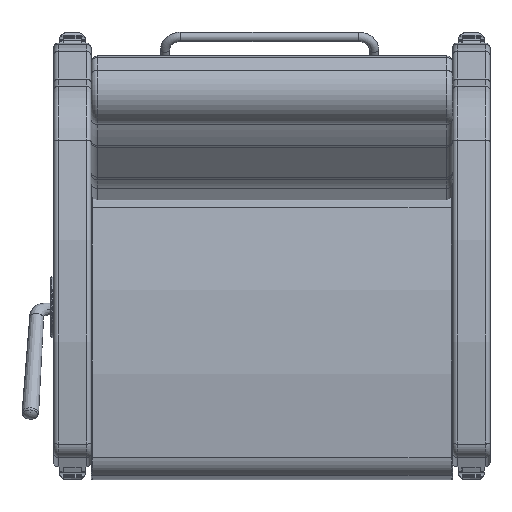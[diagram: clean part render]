
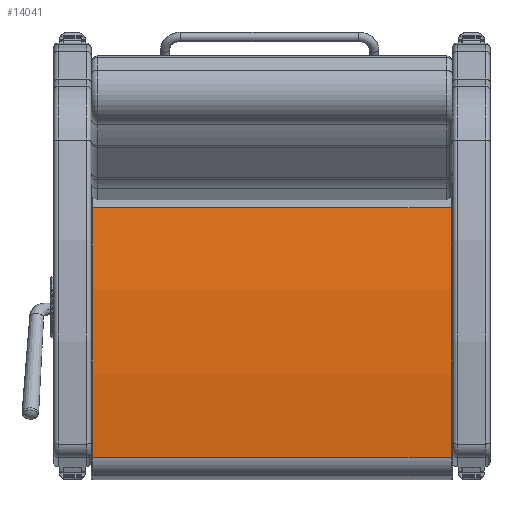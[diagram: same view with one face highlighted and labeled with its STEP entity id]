
A CAD part, front view. The second image highlights one B-rep face of the part: STEP entity #14041.
In plain terms, the highlighted free-form (B-spline) face has degree [3, 1] with [18, 2] control points.
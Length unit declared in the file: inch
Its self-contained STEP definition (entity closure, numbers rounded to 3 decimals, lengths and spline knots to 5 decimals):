
#601=ELLIPSE('',#16139,60.30357,60.25);
#603=ELLIPSE('',#16161,60.30357,60.25);
#631=B_SPLINE_SURFACE_WITH_KNOTS('',3,1,((#27502,#27503),(#27504,#27505),
(#27506,#27507),(#27508,#27509),(#27510,#27511),(#27512,#27513),(#27514,
#27515),(#27516,#27517),(#27518,#27519),(#27520,#27521),(#27522,#27523),
(#27524,#27525),(#27526,#27527),(#27528,#27529),(#27530,#27531),(#27532,
#27533),(#27534,#27535),(#27536,#27537)),.UNSPECIFIED.,.F.,.F.,.F.,(4,1,
1,1,1,1,1,1,1,1,1,1,1,1,1,4),(2,2),(-1.69612,-1.66826,
-1.6404,-1.62647,-1.59861,-1.58468,
-1.55682,-1.54289,-1.51503,-1.5011,-1.47324,
-1.45931,-1.43145,-1.41752,-1.38966,
-1.3618),(0.,110.49),.UNSPECIFIED.);
#2066=FACE_OUTER_BOUND('',#3046,.T.);
#3046=EDGE_LOOP('',(#12674,#12675,#12676,#12677));
#3930=LINE('',#27500,#4811);
#3931=LINE('',#27539,#4812);
#4811=VECTOR('',#20662,0.3937);
#4812=VECTOR('',#20665,0.3937);
#6892=VERTEX_POINT('',#27131);
#6893=VERTEX_POINT('',#27132);
#6912=VERTEX_POINT('',#27499);
#6913=VERTEX_POINT('',#27538);
#8811=EDGE_CURVE('',#6892,#6893,#601,.T.);
#8840=EDGE_CURVE('',#6912,#6893,#3930,.T.);
#8842=EDGE_CURVE('',#6913,#6892,#3931,.T.);
#8843=EDGE_CURVE('',#6912,#6913,#603,.T.);
#12674=ORIENTED_EDGE('',*,*,#8811,.F.);
#12675=ORIENTED_EDGE('',*,*,#8842,.F.);
#12676=ORIENTED_EDGE('',*,*,#8843,.F.);
#12677=ORIENTED_EDGE('',*,*,#8840,.T.);
#14041=ADVANCED_FACE('',(#2066),#631,.T.);
#16139=AXIS2_PLACEMENT_3D('',#27133,#20611,#20612);
#16161=AXIS2_PLACEMENT_3D('',#27540,#20666,#20667);
#20611=DIRECTION('center_axis',(0.,0.,
-1.));
#20612=DIRECTION('ref_axis',(1.,0.,0.));
#20662=DIRECTION('',(0.,0.,-1.));
#20665=DIRECTION('',(0.,0.,-1.));
#20666=DIRECTION('center_axis',(0.,0.,1.));
#20667=DIRECTION('ref_axis',(1.,0.,0.));
#27131=CARTESIAN_POINT('',(3.60935,-1.68389,0.124));
#27132=CARTESIAN_POINT('',(23.65848,-2.52291,0.124));
#27133=CARTESIAN_POINT('Origin',(11.14546,-61.46156,0.124));
#27499=CARTESIAN_POINT('',(23.65848,-2.52291,28.876));
#27500=CARTESIAN_POINT('',(23.65848,-2.52291,29.));
#27502=CARTESIAN_POINT('Ctrl Pts',(3.60935,-1.68389,29.));
#27503=CARTESIAN_POINT('Ctrl Pts',(3.60935,-1.68389,-14.5));
#27504=CARTESIAN_POINT('Ctrl Pts',(4.16497,-1.61396,29.));
#27505=CARTESIAN_POINT('Ctrl Pts',(4.16497,-1.61396,-14.5));
#27506=CARTESIAN_POINT('Ctrl Pts',(5.27817,-1.48959,29.));
#27507=CARTESIAN_POINT('Ctrl Pts',(5.27817,-1.48959,-14.5));
#27508=CARTESIAN_POINT('Ctrl Pts',(6.67346,-1.3729,29.));
#27509=CARTESIAN_POINT('Ctrl Pts',(6.67346,-1.3729,-14.5));
#27510=CARTESIAN_POINT('Ctrl Pts',(8.07078,-1.28537,29.));
#27511=CARTESIAN_POINT('Ctrl Pts',(8.07078,-1.28537,-14.5));
#27512=CARTESIAN_POINT('Ctrl Pts',(9.18994,-1.2387,29.));
#27513=CARTESIAN_POINT('Ctrl Pts',(9.18994,-1.2387,-14.5));
#27514=CARTESIAN_POINT('Ctrl Pts',(10.5897,-1.20957,29.));
#27515=CARTESIAN_POINT('Ctrl Pts',(10.5897,-1.20957,-14.5));
#27516=CARTESIAN_POINT('Ctrl Pts',(11.70984,-1.20965,29.));
#27517=CARTESIAN_POINT('Ctrl Pts',(11.70984,-1.20965,-14.5));
#27518=CARTESIAN_POINT('Ctrl Pts',(13.1096,-1.23898,29.));
#27519=CARTESIAN_POINT('Ctrl Pts',(13.1096,-1.23898,-14.5));
#27520=CARTESIAN_POINT('Ctrl Pts',(14.22875,-1.28581,29.));
#27521=CARTESIAN_POINT('Ctrl Pts',(14.22875,-1.28581,-14.5));
#27522=CARTESIAN_POINT('Ctrl Pts',(15.62606,-1.37354,29.));
#27523=CARTESIAN_POINT('Ctrl Pts',(15.62606,-1.37354,-14.5));
#27524=CARTESIAN_POINT('Ctrl Pts',(16.74228,-1.46705,29.));
#27525=CARTESIAN_POINT('Ctrl Pts',(16.74228,-1.46705,-14.5));
#27526=CARTESIAN_POINT('Ctrl Pts',(18.1347,-1.61302,29.));
#27527=CARTESIAN_POINT('Ctrl Pts',(18.1347,-1.61302,-14.5));
#27528=CARTESIAN_POINT('Ctrl Pts',(19.24603,-1.75304,29.));
#27529=CARTESIAN_POINT('Ctrl Pts',(19.24603,-1.75304,-14.5));
#27530=CARTESIAN_POINT('Ctrl Pts',(20.63114,-1.95701,29.));
#27531=CARTESIAN_POINT('Ctrl Pts',(20.63114,-1.95701,-14.5));
#27532=CARTESIAN_POINT('Ctrl Pts',(22.01177,-2.18986,29.));
#27533=CARTESIAN_POINT('Ctrl Pts',(22.01177,-2.18986,-14.5));
#27534=CARTESIAN_POINT('Ctrl Pts',(23.11066,-2.40681,29.));
#27535=CARTESIAN_POINT('Ctrl Pts',(23.11066,-2.40681,-14.5));
#27536=CARTESIAN_POINT('Ctrl Pts',(23.65848,-2.52291,29.));
#27537=CARTESIAN_POINT('Ctrl Pts',(23.65848,-2.52291,-14.5));
#27538=CARTESIAN_POINT('',(3.60935,-1.68389,28.876));
#27539=CARTESIAN_POINT('',(3.60935,-1.68389,29.));
#27540=CARTESIAN_POINT('Origin',(11.14546,-61.46156,28.876));
